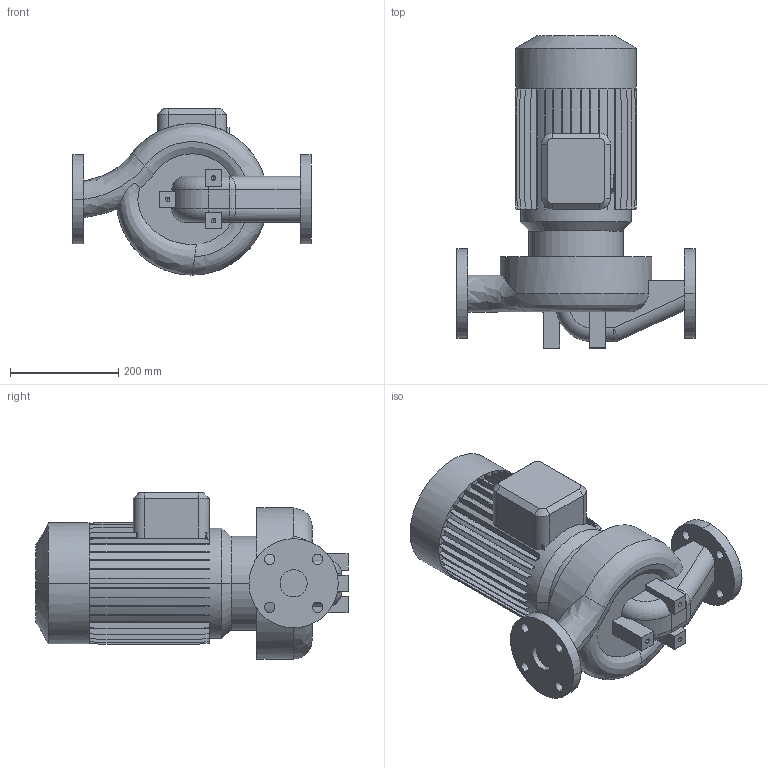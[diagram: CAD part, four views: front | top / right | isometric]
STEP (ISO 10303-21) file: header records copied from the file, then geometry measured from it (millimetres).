
FILE_DESCRIPTION (( 'STEP AP214' ), '1' );
FILE_NAME ('10018867swp00.step', '2024-01-16T08:34:26', ( '' ), ( '' ), 'SwSTEP 2.0', 'SolidWorks 2023', '' );
FILE_SCHEMA (( 'AUTOMOTIVE_DESIGN' ));
Length unit declared in the file: millimetre
Products named in the file (1): 10018867swp00
Bounding box: 440 x 576.5 x 307 mm (x, y, z)
Volume: 22572886.3 mm3; surface area: 845788.8 mm2
Topology: 1 solids, 1 shells, 359 faces, 1024 edges, 667 vertices
Faces by surface type: plane 276, cylinder 55, cone 16, bspline 8, torus 2, sphere 2
Entity records: 12645 total; most frequent: CARTESIAN_POINT 3216, ORIENTED_EDGE 2028, DIRECTION 1875, EDGE_CURVE 1014, LINE 785, VECTOR 785, VERTEX_POINT 667, AXIS2_PLACEMENT_3D 545
